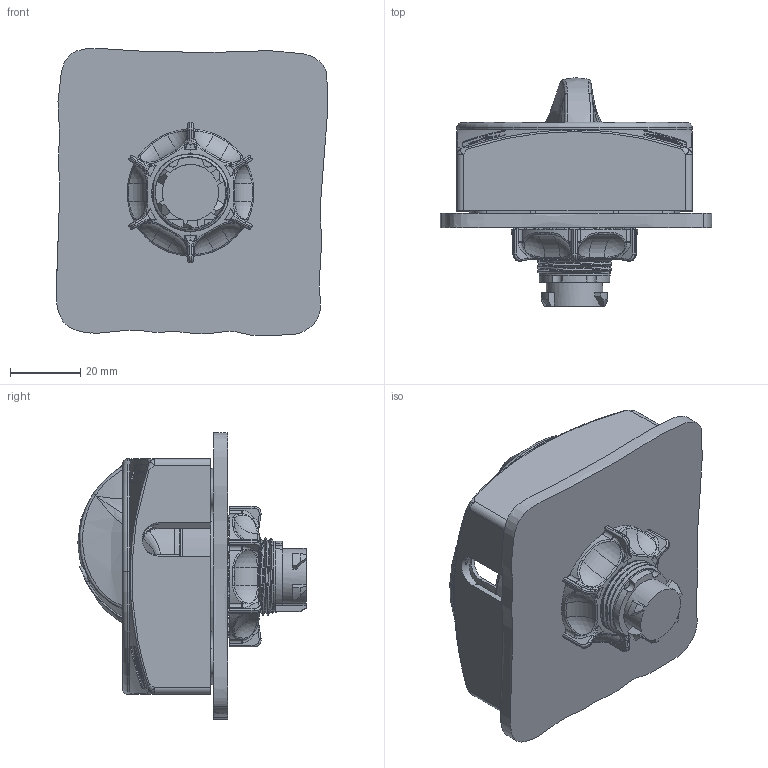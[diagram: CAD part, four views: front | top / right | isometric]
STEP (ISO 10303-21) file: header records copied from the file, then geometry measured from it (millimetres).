
FILE_DESCRIPTION((''),'2;1');
FILE_NAME('VAG-GL6-P_ASM','2015-09-03T',('mangiapr'),(''),'PRO/ENGINEER BY PARAMETRIC TECHNOLOGY CORPORATION, 2011080','PRO/ENGINEER BY PARAMETRIC TECHNOLOGY CORPORATION, 2011080','');
FILE_SCHEMA(('CONFIG_CONTROL_DESIGN'));
Products named in the file (11): 6764_PIENO; 6837; 6435-116; 6766_PIENO; 6767; 6828-PIENO; 6377_002; 6422; PANNELLO_FORO_22; 6406; VAG-GL6-P_ASM
Assembly tree (10 placements, depth 2):
  VAG-GL6-P_ASM
    6764_PIENO
    6837
    6435-116
    6766_PIENO
    6767
    6828-PIENO
    6377_002
    6422
    PANNELLO_FORO_22
    6406
Bounding box: 77.2 x 64.9 x 81.59 mm (x, y, z)
Volume: 94044.6 mm3; surface area: 81757.5 mm2
Topology: 10 solids, 16 shells, 2383 faces, 6262 edges, 4000 vertices
Faces by surface type: plane 1137, cylinder 610, bspline 282, torus 154, cone 124, sphere 70, extrusion 6
Entity records: 91135 total; most frequent: CARTESIAN_POINT 34053, ORIENTED_EDGE 12516, DIRECTION 11169, EDGE_CURVE 6258, AXIS2_PLACEMENT_3D 4103, VERTEX_POINT 4000, VECTOR 2963, LINE 2957
